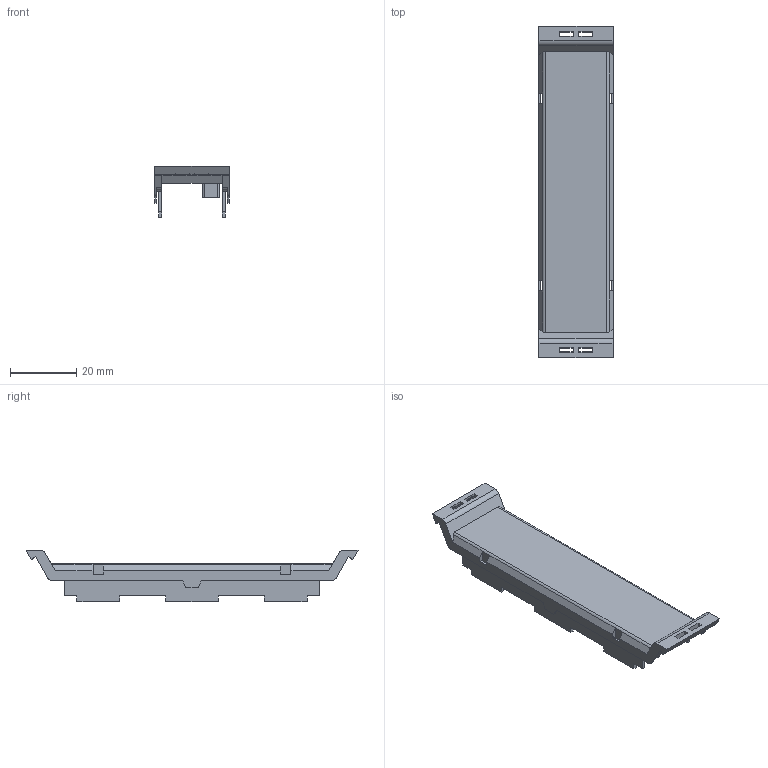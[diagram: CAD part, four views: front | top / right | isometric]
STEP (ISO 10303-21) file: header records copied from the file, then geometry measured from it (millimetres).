
FILE_DESCRIPTION(('CATIA V5 STEP Exchange','CAx-IF Rec.Pracs.--- Model Styling and Organization---1.4--- 2014-01-23'),'2;1');
FILE_NAME ('11617345_3', '2018-12-07T10:14:43+00:00', ('none'), ('Weidmueller'), 'CATIA Version 5-6 Release 2016 SP3 HF44', 'CATIA V5 STEP AP214', 'none');
FILE_SCHEMA(('AUTOMOTIVE_DESIGN { 1 0 10303 214 1 1 1 1 }'));
Length unit declared in the file: millimetre
Products named in the file (1): S3D_CH20M22_FC_TYL
Bounding box: 22.5 x 100 x 15.5 mm (x, y, z)
Volume: 4598.6 mm3; surface area: 8861.2 mm2
Topology: 1 solids, 1 shells, 176 faces, 634 edges, 450 vertices
Faces by surface type: plane 140, cylinder 34, extrusion 2
Entity records: 6645 total; most frequent: CARTESIAN_POINT 1319, ORIENTED_EDGE 1268, DIRECTION 792, EDGE_CURVE 634, VECTOR 490, LINE 488, VERTEX_POINT 450, AXIS2_PLACEMENT_3D 210
